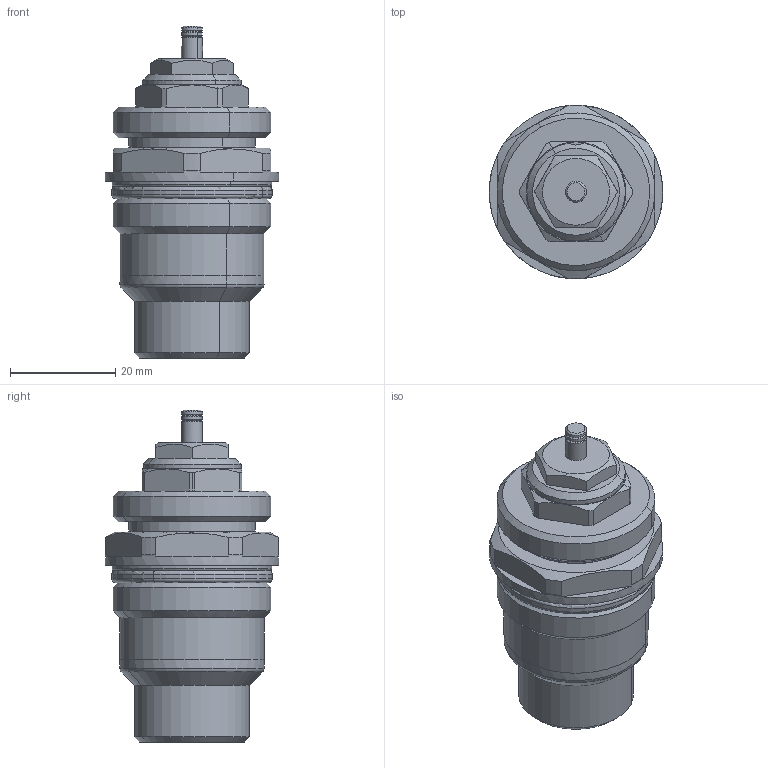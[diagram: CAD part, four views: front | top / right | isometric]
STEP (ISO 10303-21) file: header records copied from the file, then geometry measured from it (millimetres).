
FILE_DESCRIPTION(('CATIA V5 STEP Exchange'),'2;1');
FILE_NAME('STEP_116000_-_TST.stp','2019-09-23T11:39:20+00:00',('none'),('none'),'CATIA Version 5-6 Release 2016 SP4','CATIA V5 STEP AP203','none');
FILE_SCHEMA(('CONFIG_CONTROL_DESIGN'));
Length unit declared in the file: millimetre
Products named in the file (1): 116000_AllCATPart
Bounding box: 32.99 x 32.99 x 63.1 mm (x, y, z)
Volume: 30475.1 mm3; surface area: 6995.5 mm2
Topology: 1 solids, 1 shells, 133 faces, 324 edges, 202 vertices
Faces by surface type: cylinder 48, cone 38, plane 35, torus 12
Entity records: 3773 total; most frequent: CARTESIAN_POINT 946, ORIENTED_EDGE 648, DIRECTION 432, EDGE_CURVE 324, AXIS2_PLACEMENT_3D 233, VERTEX_POINT 202, CIRCLE 160, EDGE_LOOP 142
